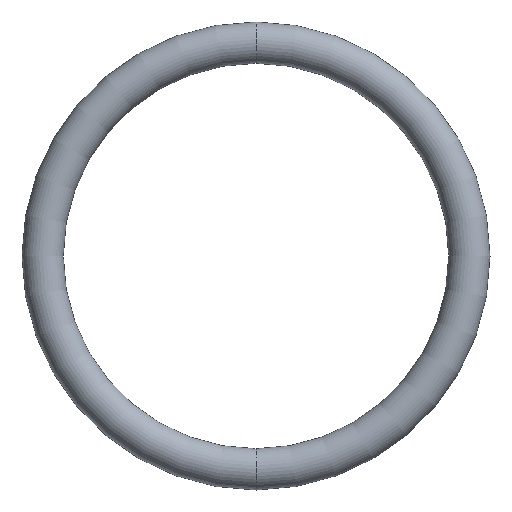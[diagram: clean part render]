
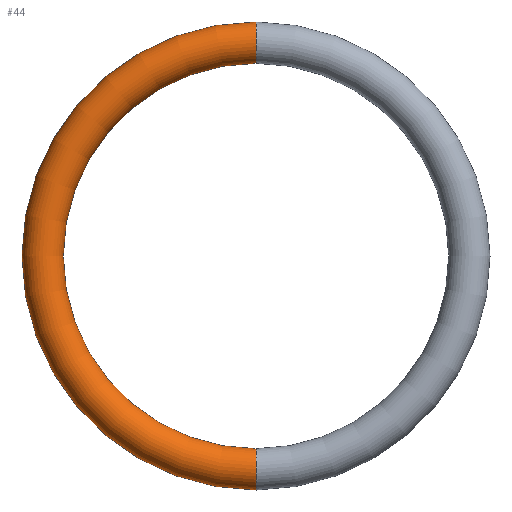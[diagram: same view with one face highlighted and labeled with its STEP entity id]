
A CAD part, front view. The second image highlights one B-rep face of the part: STEP entity #44.
In plain terms, the highlighted toroidal (fillet/blend) face has major radius 31 mm and minor radius 3 mm.
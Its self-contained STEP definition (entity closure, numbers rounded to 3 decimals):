
#13 = CARTESIAN_POINT ( 'NONE',  ( 0., 0., 34. ) ) ;
#18 = DIRECTION ( 'NONE',  ( 0., 0., -1. ) ) ;
#19 = CARTESIAN_POINT ( 'NONE',  ( 0., 0., -28. ) ) ;
#24 = ORIENTED_EDGE ( 'NONE', *, *, #155, .F. ) ;
#29 = EDGE_CURVE ( 'NONE', #87, #238, #62, .T. ) ;
#38 = CARTESIAN_POINT ( 'NONE',  ( 0., 0., -34. ) ) ;
#39 = AXIS2_PLACEMENT_3D ( 'NONE', #107, #64, #188 ) ;
#40 = DIRECTION ( 'NONE',  ( -1., 0., 0. ) ) ;
#44 = ADVANCED_FACE ( 'NONE', ( #133 ), #116, .T. ) ;
#49 = CIRCLE ( 'NONE', #39, 28. ) ;
#62 = CIRCLE ( 'NONE', #256, 3. ) ;
#63 = CARTESIAN_POINT ( 'NONE',  ( 0., 0., 0. ) ) ;
#64 = DIRECTION ( 'NONE',  ( 0., -1., 0. ) ) ;
#74 = VERTEX_POINT ( 'NONE', #13 ) ;
#81 = ORIENTED_EDGE ( 'NONE', *, *, #29, .T. ) ;
#87 = VERTEX_POINT ( 'NONE', #38 ) ;
#89 = AXIS2_PLACEMENT_3D ( 'NONE', #208, #125, #169 ) ;
#90 = DIRECTION ( 'NONE',  ( 1., 0., 0. ) ) ;
#103 = ORIENTED_EDGE ( 'NONE', *, *, #267, .T. ) ;
#107 = CARTESIAN_POINT ( 'NONE',  ( 0., 0., 0. ) ) ;
#116 = TOROIDAL_SURFACE ( 'NONE', #235, 31., 3. ) ;
#125 = DIRECTION ( 'NONE',  ( 0., -1., 0. ) ) ;
#133 = FACE_OUTER_BOUND ( 'NONE', #249, .T. ) ;
#155 = EDGE_CURVE ( 'NONE', #74, #201, #221, .T. ) ;
#166 = CARTESIAN_POINT ( 'NONE',  ( 0., 0., 28. ) ) ;
#167 = AXIS2_PLACEMENT_3D ( 'NONE', #263, #90, #225 ) ;
#169 = DIRECTION ( 'NONE',  ( 0., 0., -1. ) ) ;
#187 = DIRECTION ( 'NONE',  ( 0., 0., 1. ) ) ;
#188 = DIRECTION ( 'NONE',  ( 0., 0., -1. ) ) ;
#201 = VERTEX_POINT ( 'NONE', #166 ) ;
#208 = CARTESIAN_POINT ( 'NONE',  ( 0., 0., 0. ) ) ;
#215 = ORIENTED_EDGE ( 'NONE', *, *, #226, .F. ) ;
#221 = CIRCLE ( 'NONE', #167, 3. ) ;
#225 = DIRECTION ( 'NONE',  ( 0., 0., -1. ) ) ;
#226 = EDGE_CURVE ( 'NONE', #201, #238, #49, .T. ) ;
#235 = AXIS2_PLACEMENT_3D ( 'NONE', #63, #264, #18 ) ;
#238 = VERTEX_POINT ( 'NONE', #19 ) ;
#249 = EDGE_LOOP ( 'NONE', ( #24, #103, #81, #215 ) ) ;
#256 = AXIS2_PLACEMENT_3D ( 'NONE', #262, #40, #187 ) ;
#258 = CIRCLE ( 'NONE', #89, 34. ) ;
#262 = CARTESIAN_POINT ( 'NONE',  ( 0., 0., -31. ) ) ;
#263 = CARTESIAN_POINT ( 'NONE',  ( 0., 0., 31. ) ) ;
#264 = DIRECTION ( 'NONE',  ( 0., -1., 0. ) ) ;
#267 = EDGE_CURVE ( 'NONE', #74, #87, #258, .T. ) ;
